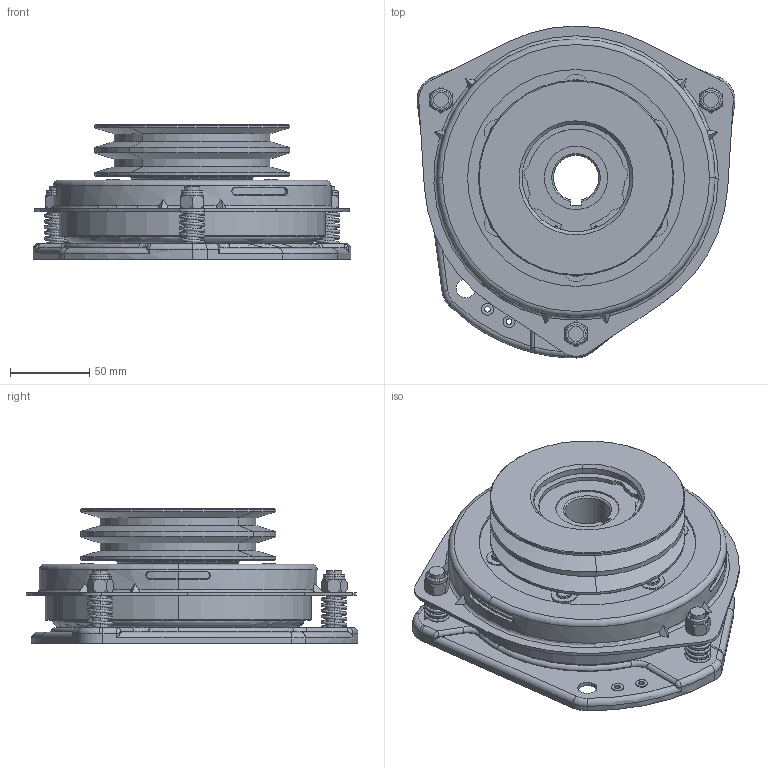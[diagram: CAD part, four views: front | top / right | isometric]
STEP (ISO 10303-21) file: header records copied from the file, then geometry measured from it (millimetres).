
FILE_DESCRIPTION (( 'STEP AP203' ), '1' );
FILE_NAME ('52972200_MGCL&BR.STEP', '2019-04-12T02:39:54', ( '' ), ( '' ), 'SwSTEP 2.0', 'SolidWorks 2014', '' );
FILE_SCHEMA (( 'CONFIG_CONTROL_DESIGN' ));
Length unit declared in the file: millimetre
Products named in the file (1): 52972200_MGCL&BR
Bounding box: 200.79 x 209.6 x 85.2 mm (x, y, z)
Volume: 1234019.8 mm3; surface area: 214174.4 mm2
Topology: 1 solids, 9 shells, 781 faces, 1962 edges, 1255 vertices
Faces by surface type: cylinder 296, plane 252, torus 101, cone 78, sphere 36, bspline 18
Entity records: 29531 total; most frequent: CARTESIAN_POINT 10364, DIRECTION 4237, ORIENTED_EDGE 3916, EDGE_CURVE 1958, AXIS2_PLACEMENT_3D 1727, VERTEX_POINT 1253, CIRCLE 963, EDGE_LOOP 895
